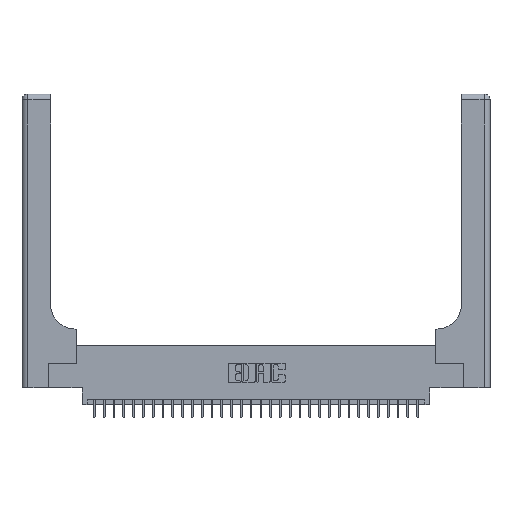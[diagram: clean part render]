
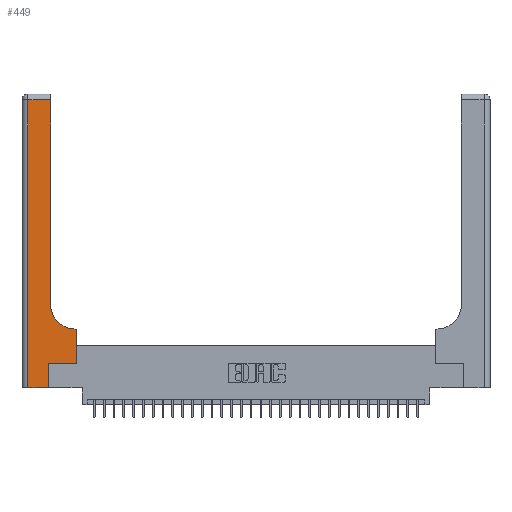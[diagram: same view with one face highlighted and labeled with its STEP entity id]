
A CAD part, top view. The second image highlights one B-rep face of the part: STEP entity #449.
In plain terms, the highlighted planar face has unit normal (0, 0, 1).
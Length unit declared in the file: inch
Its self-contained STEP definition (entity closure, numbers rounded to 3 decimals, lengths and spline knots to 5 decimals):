
#449 = ADVANCED_FACE ( 'NONE', ( #8750 ), #18481, .F. ) ;
#660 = CARTESIAN_POINT ( 'NONE',  ( 0., 2.94, 0.37 ) ) ;
#1593 = CARTESIAN_POINT ( 'NONE',  ( 0.269, 0.25, 0.37 ) ) ;
#1845 = VERTEX_POINT ( 'NONE', #24576 ) ;
#1936 = LINE ( 'NONE', #19705, #23903 ) ;
#2314 = CARTESIAN_POINT ( 'NONE',  ( 0., 0., 0.37 ) ) ;
#2699 = VERTEX_POINT ( 'NONE', #10931 ) ;
#4316 = VERTEX_POINT ( 'NONE', #10008 ) ;
#4378 = ORIENTED_EDGE ( 'NONE', *, *, #13234, .T. ) ;
#4849 = CARTESIAN_POINT ( 'NONE',  ( 0.5585, 0.25, 0.37 ) ) ;
#5084 = ORIENTED_EDGE ( 'NONE', *, *, #19738, .T. ) ;
#5236 = CIRCLE ( 'NONE', #17037, 0.25 ) ;
#5651 = ORIENTED_EDGE ( 'NONE', *, *, #10118, .T. ) ;
#6944 = DIRECTION ( 'NONE',  ( -1., 0., 0. ) ) ;
#7456 = EDGE_CURVE ( 'NONE', #4316, #11110, #18710, .T. ) ;
#7585 = DIRECTION ( 'NONE',  ( 0., -1., 0. ) ) ;
#7633 = VECTOR ( 'NONE', #15220, 39.37008 ) ;
#7731 = VECTOR ( 'NONE', #32646, 39.37008 ) ;
#7813 = DIRECTION ( 'NONE',  ( 1., 0., 0. ) ) ;
#8320 = CARTESIAN_POINT ( 'NONE',  ( 0.2915, 2.94, 0.37 ) ) ;
#8566 = EDGE_CURVE ( 'NONE', #28979, #14022, #32869, .T. ) ;
#8750 = FACE_OUTER_BOUND ( 'NONE', #9075, .T. ) ;
#9075 = EDGE_LOOP ( 'NONE', ( #25508, #5084, #5651, #32227, #21034, #26162, #26009, #4378, #15716 ) ) ;
#9192 = CARTESIAN_POINT ( 'NONE',  ( 0.269, 0., 0.37 ) ) ;
#10008 = CARTESIAN_POINT ( 'NONE',  ( 0.2915, 0.85, 0.37 ) ) ;
#10118 = EDGE_CURVE ( 'NONE', #12945, #28979, #12703, .T. ) ;
#10348 = CARTESIAN_POINT ( 'NONE',  ( 0.5585, 0.25, 0.37 ) ) ;
#10931 = CARTESIAN_POINT ( 'NONE',  ( 0.269, 0.25, 0.37 ) ) ;
#11110 = VERTEX_POINT ( 'NONE', #8320 ) ;
#11470 = EDGE_CURVE ( 'NONE', #14022, #2699, #19634, .T. ) ;
#12622 = VECTOR ( 'NONE', #26833, 39.37008 ) ;
#12703 = LINE ( 'NONE', #30684, #16967 ) ;
#12945 = VERTEX_POINT ( 'NONE', #23024 ) ;
#13234 = EDGE_CURVE ( 'NONE', #1845, #13305, #1936, .T. ) ;
#13305 = VERTEX_POINT ( 'NONE', #27094 ) ;
#13351 = CARTESIAN_POINT ( 'NONE',  ( 0.2915, 3., 0.37 ) ) ;
#13389 = EDGE_CURVE ( 'NONE', #13305, #4316, #5236, .T. ) ;
#14022 = VERTEX_POINT ( 'NONE', #23438 ) ;
#14971 = CARTESIAN_POINT ( 'NONE',  ( 0.5415, 0.85, 0.37 ) ) ;
#15220 = DIRECTION ( 'NONE',  ( 0., 1., 0. ) ) ;
#15716 = ORIENTED_EDGE ( 'NONE', *, *, #13389, .T. ) ;
#16079 = LINE ( 'NONE', #660, #30224 ) ;
#16846 = LINE ( 'NONE', #1593, #7731 ) ;
#16967 = VECTOR ( 'NONE', #7585, 39.37008 ) ;
#17037 = AXIS2_PLACEMENT_3D ( 'NONE', #14971, #30745, #27905 ) ;
#18481 = PLANE ( 'NONE',  #20116 ) ;
#18552 = DIRECTION ( 'NONE',  ( 0., 1., 0. ) ) ;
#18710 = LINE ( 'NONE', #13351, #28071 ) ;
#18993 = DIRECTION ( 'NONE',  ( 0., 0., -1. ) ) ;
#19634 = LINE ( 'NONE', #9192, #12622 ) ;
#19705 = CARTESIAN_POINT ( 'NONE',  ( 0.2915, 0.6, 0.37 ) ) ;
#19738 = EDGE_CURVE ( 'NONE', #11110, #12945, #16079, .T. ) ;
#20116 = AXIS2_PLACEMENT_3D ( 'NONE', #26213, #18993, #31605 ) ;
#20593 = EDGE_CURVE ( 'NONE', #2699, #30115, #16846, .T. ) ;
#21034 = ORIENTED_EDGE ( 'NONE', *, *, #11470, .T. ) ;
#23024 = CARTESIAN_POINT ( 'NONE',  ( 0.06, 2.94, 0.37 ) ) ;
#23080 = LINE ( 'NONE', #4849, #7633 ) ;
#23438 = CARTESIAN_POINT ( 'NONE',  ( 0.269, 0., 0.37 ) ) ;
#23903 = VECTOR ( 'NONE', #6944, 39.37008 ) ;
#24356 = VECTOR ( 'NONE', #7813, 39.37008 ) ;
#24576 = CARTESIAN_POINT ( 'NONE',  ( 0.5585, 0.6, 0.37 ) ) ;
#25508 = ORIENTED_EDGE ( 'NONE', *, *, #7456, .T. ) ;
#26009 = ORIENTED_EDGE ( 'NONE', *, *, #30113, .T. ) ;
#26162 = ORIENTED_EDGE ( 'NONE', *, *, #20593, .T. ) ;
#26213 = CARTESIAN_POINT ( 'NONE',  ( 0., 3., 0.37 ) ) ;
#26833 = DIRECTION ( 'NONE',  ( 0., 1., 0. ) ) ;
#27094 = CARTESIAN_POINT ( 'NONE',  ( 0.5415, 0.6, 0.37 ) ) ;
#27905 = DIRECTION ( 'NONE',  ( 1., 0., 0. ) ) ;
#28071 = VECTOR ( 'NONE', #18552, 39.37008 ) ;
#28979 = VERTEX_POINT ( 'NONE', #31288 ) ;
#30113 = EDGE_CURVE ( 'NONE', #30115, #1845, #23080, .T. ) ;
#30115 = VERTEX_POINT ( 'NONE', #10348 ) ;
#30224 = VECTOR ( 'NONE', #30720, 39.37008 ) ;
#30684 = CARTESIAN_POINT ( 'NONE',  ( 0.06, 3., 0.37 ) ) ;
#30720 = DIRECTION ( 'NONE',  ( -1., 0., 0. ) ) ;
#30745 = DIRECTION ( 'NONE',  ( 0., 0., -1. ) ) ;
#31288 = CARTESIAN_POINT ( 'NONE',  ( 0.06, 0., 0.37 ) ) ;
#31605 = DIRECTION ( 'NONE',  ( -1., 0., 0. ) ) ;
#32227 = ORIENTED_EDGE ( 'NONE', *, *, #8566, .T. ) ;
#32646 = DIRECTION ( 'NONE',  ( 1., 0., 0. ) ) ;
#32869 = LINE ( 'NONE', #2314, #24356 ) ;
